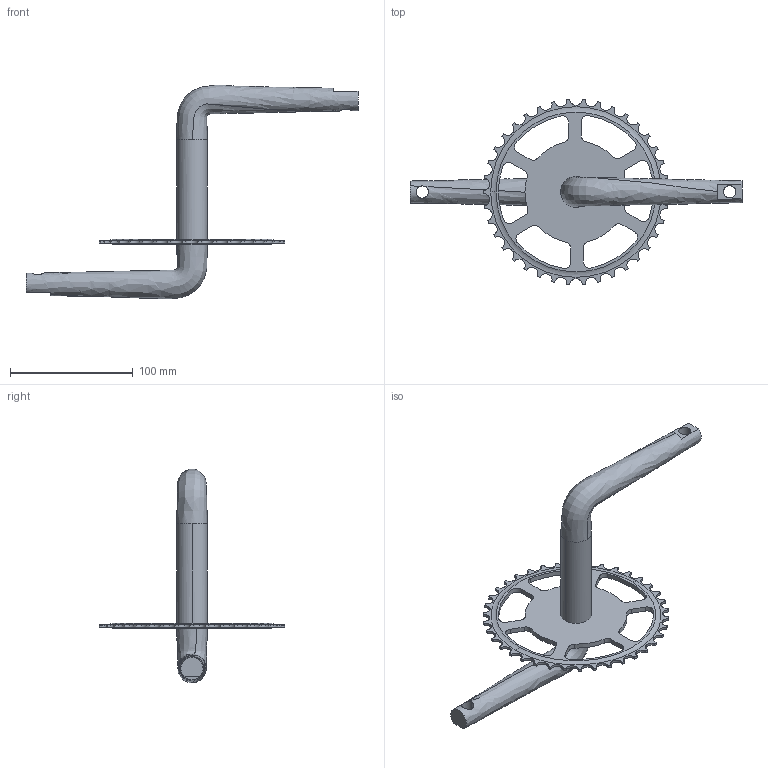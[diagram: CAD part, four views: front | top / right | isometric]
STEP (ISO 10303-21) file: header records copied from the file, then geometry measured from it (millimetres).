
FILE_DESCRIPTION (( 'STEP AP203' ), '1' );
FILE_NAME ('paddle.STEP', '2020-11-25T17:05:26', ( '' ), ( '' ), 'SwSTEP 2.0', 'SolidWorks 2019', '' );
FILE_SCHEMA (( 'CONFIG_CONTROL_DESIGN' ));
Length unit declared in the file: millimetre
Products named in the file (1): paddle
Bounding box: 270 x 150.67 x 173.83 mm (x, y, z)
Volume: 192878.6 mm3; surface area: 54396.1 mm2
Topology: 1 solids, 1 shells, 173 faces, 507 edges, 338 vertices
Faces by surface type: cylinder 143, plane 22, torus 4, bspline 4
Entity records: 7513 total; most frequent: CARTESIAN_POINT 2574, DIRECTION 1115, ORIENTED_EDGE 1014, EDGE_CURVE 507, AXIS2_PLACEMENT_3D 466, VERTEX_POINT 338, CIRCLE 296, EDGE_LOOP 191
